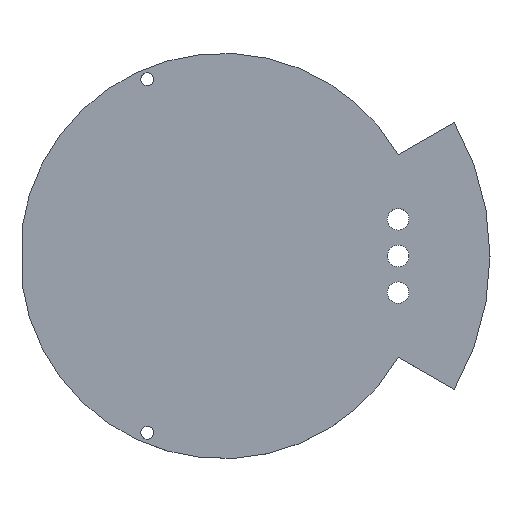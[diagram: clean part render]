
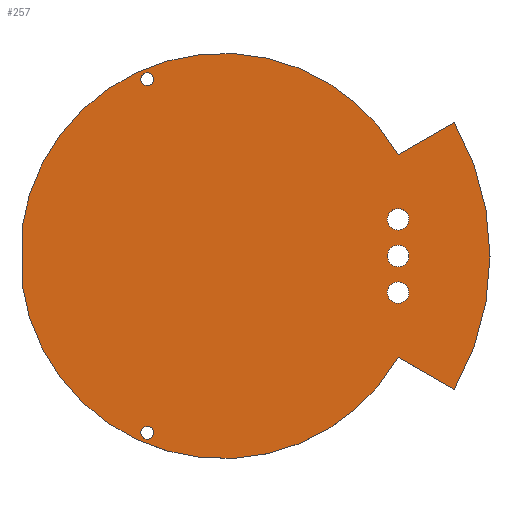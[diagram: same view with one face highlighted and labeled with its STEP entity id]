
A CAD part, top view. The second image highlights one B-rep face of the part: STEP entity #257.
In plain terms, the highlighted planar face has unit normal (0, 0, 1).
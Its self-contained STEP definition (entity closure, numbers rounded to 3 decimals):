
#20=FACE_BOUND('',#61,.T.);
#21=FACE_BOUND('',#62,.T.);
#22=FACE_BOUND('',#63,.T.);
#23=FACE_BOUND('',#64,.T.);
#24=FACE_BOUND('',#65,.T.);
#29=PLANE('',#300);
#42=FACE_OUTER_BOUND('',#60,.T.);
#60=EDGE_LOOP('',(#226,#227,#228,#229,#230,#231));
#61=EDGE_LOOP('',(#232));
#62=EDGE_LOOP('',(#233));
#63=EDGE_LOOP('',(#234));
#64=EDGE_LOOP('',(#235));
#65=EDGE_LOOP('',(#236));
#73=LINE('',#416,#90);
#77=LINE('',#428,#94);
#81=LINE('',#440,#98);
#90=VECTOR('',#342,10.);
#94=VECTOR('',#354,10.);
#98=VECTOR('',#366,10.);
#101=CIRCLE('',#274,2.5);
#103=CIRCLE('',#277,2.5);
#105=CIRCLE('',#280,2.5);
#107=CIRCLE('',#283,1.5);
#109=CIRCLE('',#286,1.5);
#111=CIRCLE('',#290,47.);
#113=CIRCLE('',#294,62.);
#115=CIRCLE('',#298,47.);
#117=VERTEX_POINT('',#382);
#119=VERTEX_POINT('',#388);
#121=VERTEX_POINT('',#394);
#123=VERTEX_POINT('',#400);
#125=VERTEX_POINT('',#406);
#128=VERTEX_POINT('',#413);
#129=VERTEX_POINT('',#415);
#131=VERTEX_POINT('',#421);
#133=VERTEX_POINT('',#427);
#135=VERTEX_POINT('',#433);
#137=VERTEX_POINT('',#439);
#140=EDGE_CURVE('',#117,#117,#101,.T.);
#143=EDGE_CURVE('',#119,#119,#103,.T.);
#146=EDGE_CURVE('',#121,#121,#105,.T.);
#149=EDGE_CURVE('',#123,#123,#107,.T.);
#152=EDGE_CURVE('',#125,#125,#109,.T.);
#155=EDGE_CURVE('',#129,#128,#73,.T.);
#158=EDGE_CURVE('',#131,#129,#111,.T.);
#161=EDGE_CURVE('',#133,#131,#77,.T.);
#164=EDGE_CURVE('',#135,#133,#113,.T.);
#167=EDGE_CURVE('',#137,#135,#81,.T.);
#170=EDGE_CURVE('',#128,#137,#115,.T.);
#226=ORIENTED_EDGE('',*,*,#170,.T.);
#227=ORIENTED_EDGE('',*,*,#167,.T.);
#228=ORIENTED_EDGE('',*,*,#164,.T.);
#229=ORIENTED_EDGE('',*,*,#161,.T.);
#230=ORIENTED_EDGE('',*,*,#158,.T.);
#231=ORIENTED_EDGE('',*,*,#155,.T.);
#232=ORIENTED_EDGE('',*,*,#140,.T.);
#233=ORIENTED_EDGE('',*,*,#143,.T.);
#234=ORIENTED_EDGE('',*,*,#146,.T.);
#235=ORIENTED_EDGE('',*,*,#149,.T.);
#236=ORIENTED_EDGE('',*,*,#152,.T.);
#257=ADVANCED_FACE('',(#42,#20,#21,#22,#23,#24),#29,.F.);
#274=AXIS2_PLACEMENT_3D('',#384,#308,#309);
#277=AXIS2_PLACEMENT_3D('',#390,#315,#316);
#280=AXIS2_PLACEMENT_3D('',#396,#322,#323);
#283=AXIS2_PLACEMENT_3D('',#402,#329,#330);
#286=AXIS2_PLACEMENT_3D('',#408,#336,#337);
#290=AXIS2_PLACEMENT_3D('',#422,#348,#349);
#294=AXIS2_PLACEMENT_3D('',#434,#360,#361);
#298=AXIS2_PLACEMENT_3D('',#444,#372,#373);
#300=AXIS2_PLACEMENT_3D('',#446,#376,#377);
#308=DIRECTION('center_axis',(0.,0.,-1.));
#309=DIRECTION('ref_axis',(1.,0.,0.));
#315=DIRECTION('center_axis',(0.,0.,-1.));
#316=DIRECTION('ref_axis',(1.,0.,0.));
#322=DIRECTION('center_axis',(0.,0.,-1.));
#323=DIRECTION('ref_axis',(1.,0.,0.));
#329=DIRECTION('center_axis',(0.,0.,-1.));
#330=DIRECTION('ref_axis',(1.,0.,0.));
#336=DIRECTION('center_axis',(0.,0.,-1.));
#337=DIRECTION('ref_axis',(1.,0.,0.));
#342=DIRECTION('',(0.,-1.,0.));
#348=DIRECTION('center_axis',(0.,0.,1.));
#349=DIRECTION('ref_axis',(1.,0.,0.));
#354=DIRECTION('',(-0.866,-0.5,0.));
#360=DIRECTION('center_axis',(0.,0.,1.));
#361=DIRECTION('ref_axis',(0.866,0.5,0.));
#366=DIRECTION('',(0.866,-0.5,0.));
#372=DIRECTION('center_axis',(0.,0.,1.));
#373=DIRECTION('ref_axis',(1.,0.,0.));
#376=DIRECTION('center_axis',(0.,0.,-1.));
#377=DIRECTION('ref_axis',(1.,0.,0.));
#382=CARTESIAN_POINT('',(38.203,-8.5,3.));
#384=CARTESIAN_POINT('Origin',(40.703,-8.5,3.));
#388=CARTESIAN_POINT('',(38.203,0.,3.));
#390=CARTESIAN_POINT('Origin',(40.703,0.,3.));
#394=CARTESIAN_POINT('',(38.203,8.5,3.));
#396=CARTESIAN_POINT('Origin',(40.703,8.5,3.));
#400=CARTESIAN_POINT('',(-18.995,40.993,3.));
#402=CARTESIAN_POINT('Origin',(-17.495,40.993,3.));
#406=CARTESIAN_POINT('',(-18.995,-40.993,3.));
#408=CARTESIAN_POINT('Origin',(-17.495,-40.993,3.));
#413=CARTESIAN_POINT('',(-46.531,-6.621,3.));
#415=CARTESIAN_POINT('',(-46.531,6.621,3.));
#416=CARTESIAN_POINT('',(-46.531,-36.333,3.));
#421=CARTESIAN_POINT('',(40.703,23.5,3.));
#422=CARTESIAN_POINT('Origin',(0.,0.,3.));
#427=CARTESIAN_POINT('',(53.694,31.,3.));
#428=CARTESIAN_POINT('',(0.,0.,3.));
#433=CARTESIAN_POINT('',(53.694,-31.,3.));
#434=CARTESIAN_POINT('Origin',(0.,0.,3.));
#439=CARTESIAN_POINT('',(40.703,-23.5,3.));
#440=CARTESIAN_POINT('',(0.,0.,3.));
#444=CARTESIAN_POINT('Origin',(0.,0.,3.));
#446=CARTESIAN_POINT('Origin',(7.734,0.,3.));
